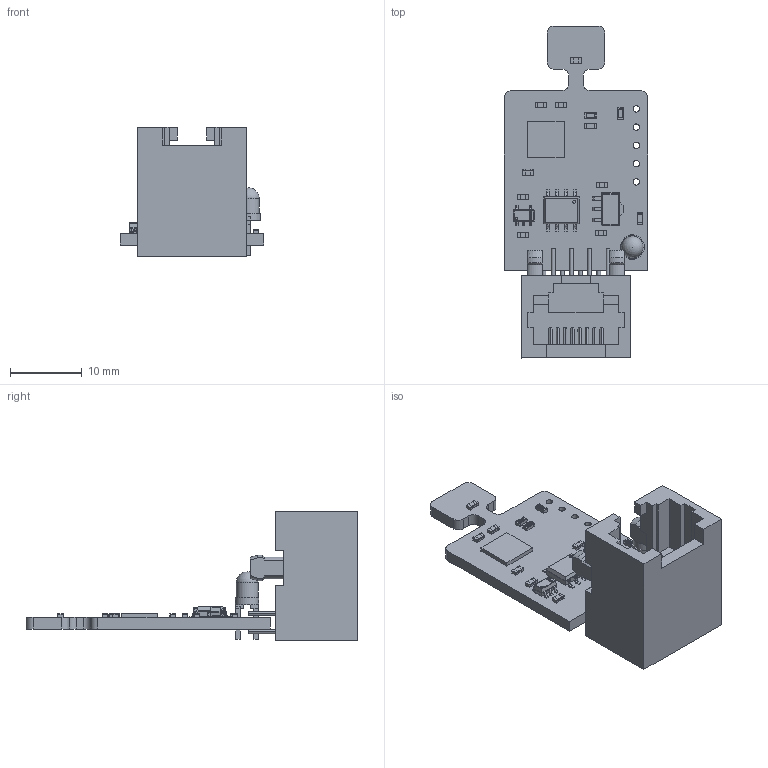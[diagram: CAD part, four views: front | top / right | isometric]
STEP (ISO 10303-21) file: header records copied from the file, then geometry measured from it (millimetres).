
FILE_DESCRIPTION(('Open CASCADE Model'),'2;1');
FILE_NAME('Open CASCADE Shape Model','2022-12-14T09:19:50',('Author'),( 'Open CASCADE'),'Open CASCADE STEP processor 6.8','Open CASCADE 6.8' ,'Unknown');
FILE_SCHEMA(('AUTOMOTIVE_DESIGN { 1 0 10303 214 1 1 1 1 }'));
Length unit declared in the file: millimetre
Products named in the file (150): PCB; Boardtemp_sensor; U4temp_sensor; -1645654720; Extruded; U3temp_sensor; IC_Diodes_Inc_AP2127K-3_3TRG1_eec; IC_BODY; IC_LEG; circle; Diodes_Incorporated; IC_LEG_MIR4; U2temp_sensor; SOT-89; U1temp_sensor; SW3DPS-SO-8-DEFAULT; R5temp_sensor; 980589824; 980590080; 980590208; 980590336; 980590720; 980590464; 980590592; 980590848; 980590976; 980591104; 980591232; 980591360; 980591488; 980588928; R4temp_sensor; R3temp_sensor; 980595456; 980595328; 980595072; 980594816; 980593152; 980592896; 980592768 ...
Assembly tree (276 placements, depth 4):
  PCB
    Boardtemp_sensor
    U4temp_sensor
      -1645654720
        Extruded
    U3temp_sensor
      IC_Diodes_Inc_AP2127K-3_3TRG1_eec
        IC_BODY
        IC_LEG  x3
        circle
        Diodes_Incorporated
        IC_LEG_MIR4  x2
    U2temp_sensor
      SOT-89
      SOT-89
      SOT-89
      SOT-89
    U1temp_sensor
      SW3DPS-SO-8-DEFAULT
    R5temp_sensor
      980589824
        Extruded
      980590080
        Extruded
      980590208
        Extruded
      980590336
        Extruded
      980590720
        Extruded
      980590464
        Extruded
      980590592
        Extruded
      980590848  x2
        Extruded
      980590976
        Extruded
      980591104
        Extruded
      980591232
        Extruded
      980591360
        Extruded
      980591488
        Extruded
      980588928
        Extruded
    R4temp_sensor
      980589824
        Extruded
      980590080
        Extruded
      980590208
        Extruded
      980590336
        Extruded
      980590720
        Extruded
      980590464
Bounding box: 20 x 46.2 x 18 mm (x, y, z)
Volume: 2948.8 mm3; surface area: 3895 mm2
Topology: 213 solids, 213 shells, 4180 faces, 11183 edges, 7434 vertices
Faces by surface type: plane 3828, bspline 179, cylinder 146, sphere 11, cone 8, torus 8
Full cylindrical faces by diameter (mm): 0.4 x1, 0.9 x5, 1.016 x2, 3.048 x1, 3.302 x1
Entity records: 60575 total; most frequent: CARTESIAN_POINT 12459, ORIENTED_EDGE 9542, DIRECTION 8455, EDGE_CURVE 4771, LINE 4097, VECTOR 4097, VERTEX_POINT 3163, AXIS2_PLACEMENT_3D 2179
